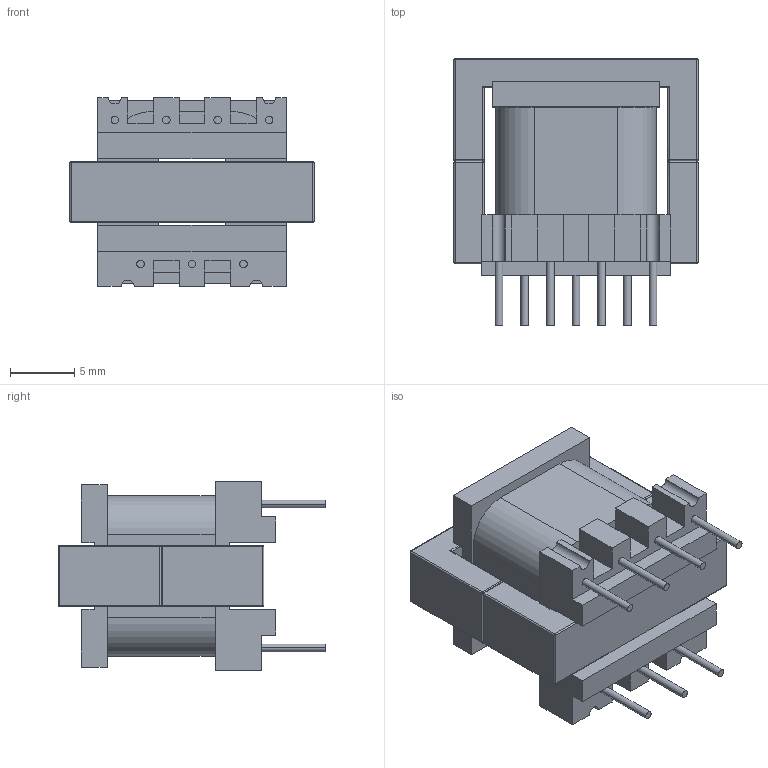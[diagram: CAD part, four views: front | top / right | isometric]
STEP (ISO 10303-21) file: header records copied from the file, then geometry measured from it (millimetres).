
FILE_DESCRIPTION (( 'STEP AP214' ), '1' );
FILE_NAME ('EE19-8-5-horizontal-4+3pins.STEP', '2017-01-16T14:15:53', ( '砐錪賧瘔蠈錪 Windows' ), ( '' ), 'SwSTEP 2.0', 'SolidWorks 2016', '' );
FILE_SCHEMA (( 'AUTOMOTIVE_DESIGN' ));
Length unit declared in the file: millimetre
Products named in the file (4): EE19-8-5-horizontal-4+3pins; EE19-vertical-4+3-pins-coil-former; Coil-8.4; Core-19-8-5
Assembly tree (4 placements, depth 2):
  EE19-8-5-horizontal-4+3pins
    EE19-vertical-4+3-pins-coil-former
    Core-19-8-5  x2
    Coil-8.4
Bounding box: 19 x 20.8 x 14.7 mm (x, y, z)
Volume: 2787.6 mm3; surface area: 3578 mm2
Topology: 4 solids, 4 shells, 217 faces, 526 edges, 292 vertices
Faces by surface type: plane 99, cylinder 86, sphere 32
Entity records: 4809 total; most frequent: CARTESIAN_POINT 784, DIRECTION 778, ORIENTED_EDGE 740, EDGE_CURVE 370, VECTOR 270, LINE 270, AXIS2_PLACEMENT_3D 254, VERTEX_POINT 228
